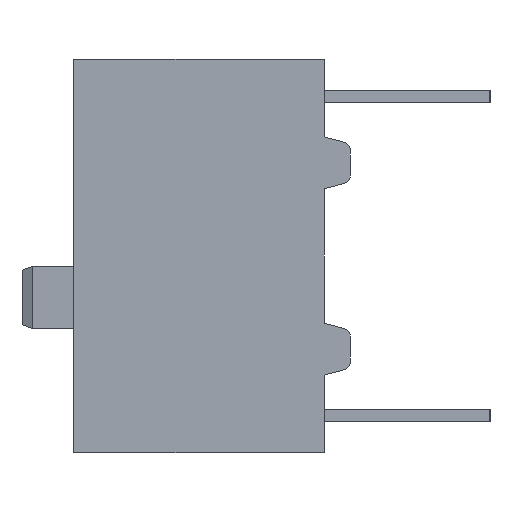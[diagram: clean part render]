
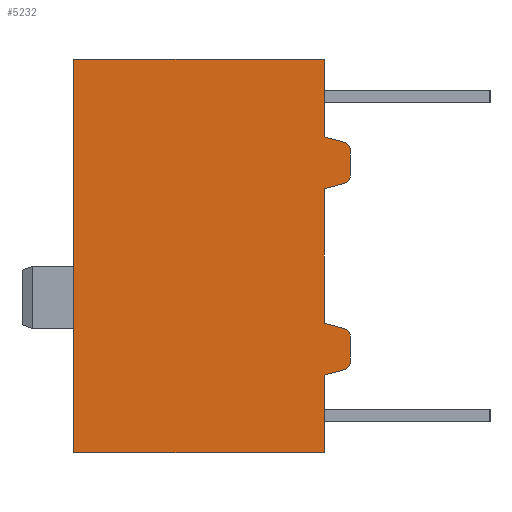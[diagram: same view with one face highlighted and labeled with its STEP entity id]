
A CAD part, left-side view. The second image highlights one B-rep face of the part: STEP entity #5232.
In plain terms, the highlighted planar face has unit normal (-1, 0, 0).
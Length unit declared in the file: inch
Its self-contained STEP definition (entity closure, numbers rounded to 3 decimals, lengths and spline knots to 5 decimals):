
#4021=DIRECTION('',(0.,0.966,0.259));
#4022=VECTOR('',#4021,0.02013);
#4023=CARTESIAN_POINT('',(-0.54,-0.13244,0.10979));
#4024=LINE('',#4023,#4022);
#4025=CARTESIAN_POINT('',(-0.54,-0.1305,0.10255));
#4026=DIRECTION('',(-1.,0.,0.));
#4027=DIRECTION('',(0.,-1.,0.));
#4028=AXIS2_PLACEMENT_3D('',#4025,#4026,#4027);
#4030=DIRECTION('',(0.,0.,1.));
#4031=VECTOR('',#4030,0.02509);
#4032=CARTESIAN_POINT('',(-0.54,-0.138,0.07745));
#4033=LINE('',#4032,#4031);
#4034=CARTESIAN_POINT('',(-0.54,-0.1305,0.07745));
#4035=DIRECTION('',(-1.,0.,0.));
#4036=DIRECTION('',(0.,-0.259,-0.966));
#4037=AXIS2_PLACEMENT_3D('',#4034,#4035,#4036);
#4039=DIRECTION('',(0.,-0.966,0.259));
#4040=VECTOR('',#4039,0.02013);
#4041=CARTESIAN_POINT('',(-0.54,-0.113,0.065));
#4042=LINE('',#4041,#4040);
#4043=DIRECTION('',(0.,0.966,0.259));
#4044=VECTOR('',#4043,0.02013);
#4045=CARTESIAN_POINT('',(-0.54,-0.13244,-0.07021));
#4046=LINE('',#4045,#4044);
#4047=CARTESIAN_POINT('',(-0.54,-0.1305,-0.07745));
#4048=DIRECTION('',(-1.,0.,0.));
#4049=DIRECTION('',(0.,-1.,0.));
#4050=AXIS2_PLACEMENT_3D('',#4047,#4048,#4049);
#4052=DIRECTION('',(0.,0.,1.));
#4053=VECTOR('',#4052,0.02509);
#4054=CARTESIAN_POINT('',(-0.54,-0.138,-0.10255));
#4055=LINE('',#4054,#4053);
#4056=CARTESIAN_POINT('',(-0.54,-0.1305,-0.10255));
#4057=DIRECTION('',(-1.,0.,0.));
#4058=DIRECTION('',(0.,-0.259,-0.966));
#4059=AXIS2_PLACEMENT_3D('',#4056,#4057,#4058);
#4061=DIRECTION('',(0.,-0.966,0.259));
#4062=VECTOR('',#4061,0.02013);
#4063=CARTESIAN_POINT('',(-0.54,-0.113,-0.115));
#4064=LINE('',#4063,#4062);
#4065=DIRECTION('',(0.,1.,0.));
#4066=VECTOR('',#4065,0.242);
#4067=CARTESIAN_POINT('',(-0.54,-0.113,-0.19));
#4068=LINE('',#4067,#4066);
#4069=DIRECTION('',(0.,0.,1.));
#4070=VECTOR('',#4069,0.38);
#4071=CARTESIAN_POINT('',(-0.54,0.129,-0.19));
#4072=LINE('',#4071,#4070);
#4073=DIRECTION('',(0.,-1.,0.));
#4074=VECTOR('',#4073,0.242);
#4075=CARTESIAN_POINT('',(-0.54,0.129,0.19));
#4076=LINE('',#4075,#4074);
#4081=DIRECTION('',(0.,0.,1.));
#4082=VECTOR('',#4081,0.13);
#4083=CARTESIAN_POINT('',(-0.54,-0.113,-0.065));
#4084=LINE('',#4083,#4082);
#4101=DIRECTION('',(0.,0.,1.));
#4102=VECTOR('',#4101,0.075);
#4103=CARTESIAN_POINT('',(-0.54,-0.113,-0.19));
#4104=LINE('',#4103,#4102);
#4157=DIRECTION('',(0.,0.,1.));
#4158=VECTOR('',#4157,0.075);
#4159=CARTESIAN_POINT('',(-0.54,-0.113,0.115));
#4160=LINE('',#4159,#4158);
#4889=CARTESIAN_POINT('',(-0.54,0.129,0.19));
#4890=CARTESIAN_POINT('',(-0.54,-0.113,0.19));
#4891=VERTEX_POINT('',#4889);
#4892=VERTEX_POINT('',#4890);
#4893=CARTESIAN_POINT('',(-0.54,-0.113,-0.19));
#4894=CARTESIAN_POINT('',(-0.54,0.129,-0.19));
#4895=VERTEX_POINT('',#4893);
#4896=VERTEX_POINT('',#4894);
#5081=CARTESIAN_POINT('',(-0.54,-0.13244,-0.10979));
#5082=CARTESIAN_POINT('',(-0.54,-0.138,-0.10255));
#5083=VERTEX_POINT('',#5081);
#5084=VERTEX_POINT('',#5082);
#5085=CARTESIAN_POINT('',(-0.54,-0.138,-0.07745));
#5086=VERTEX_POINT('',#5085);
#5087=CARTESIAN_POINT('',(-0.54,-0.13244,-0.07021));
#5088=VERTEX_POINT('',#5087);
#5089=CARTESIAN_POINT('',(-0.54,-0.13244,0.07021));
#5090=CARTESIAN_POINT('',(-0.54,-0.138,0.07745));
#5091=VERTEX_POINT('',#5089);
#5092=VERTEX_POINT('',#5090);
#5093=CARTESIAN_POINT('',(-0.54,-0.138,0.10255));
#5094=VERTEX_POINT('',#5093);
#5095=CARTESIAN_POINT('',(-0.54,-0.13244,0.10979));
#5096=VERTEX_POINT('',#5095);
#5113=CARTESIAN_POINT('',(-0.54,-0.113,-0.115));
#5115=VERTEX_POINT('',#5113);
#5117=CARTESIAN_POINT('',(-0.54,-0.113,-0.065));
#5119=VERTEX_POINT('',#5117);
#5121=CARTESIAN_POINT('',(-0.54,-0.113,0.065));
#5123=VERTEX_POINT('',#5121);
#5125=CARTESIAN_POINT('',(-0.54,-0.113,0.115));
#5127=VERTEX_POINT('',#5125);
#5193=CARTESIAN_POINT('',(-0.54,0.129,0.));
#5194=DIRECTION('',(1.,0.,0.));
#5195=DIRECTION('',(0.,0.,-1.));
#5196=AXIS2_PLACEMENT_3D('',#5193,#5194,#5195);
#5197=PLANE('',#5196);
#5199=ORIENTED_EDGE('',*,*,#5198,.F.);
#5201=ORIENTED_EDGE('',*,*,#5200,.F.);
#5203=ORIENTED_EDGE('',*,*,#5202,.F.);
#5205=ORIENTED_EDGE('',*,*,#5204,.F.);
#5207=ORIENTED_EDGE('',*,*,#5206,.F.);
#5209=ORIENTED_EDGE('',*,*,#5208,.F.);
#5211=ORIENTED_EDGE('',*,*,#5210,.F.);
#5213=ORIENTED_EDGE('',*,*,#5212,.F.);
#5215=ORIENTED_EDGE('',*,*,#5214,.F.);
#5217=ORIENTED_EDGE('',*,*,#5216,.F.);
#5219=ORIENTED_EDGE('',*,*,#5218,.F.);
#5221=ORIENTED_EDGE('',*,*,#5220,.F.);
#5223=ORIENTED_EDGE('',*,*,#5222,.F.);
#5225=ORIENTED_EDGE('',*,*,#5224,.T.);
#5227=ORIENTED_EDGE('',*,*,#5226,.T.);
#5229=ORIENTED_EDGE('',*,*,#5228,.T.);
#5230=EDGE_LOOP('',(#5199,#5201,#5203,#5205,#5207,#5209,#5211,#5213,#5215,#5217,
#5219,#5221,#5223,#5225,#5227,#5229));
#5231=FACE_OUTER_BOUND('',#5230,.F.);
#5232=ADVANCED_FACE('',(#5231),#5197,.F.);
#4029=CIRCLE('',#4028,0.0075);
#4038=CIRCLE('',#4037,0.0075);
#4051=CIRCLE('',#4050,0.0075);
#4060=CIRCLE('',#4059,0.0075);
#5198=EDGE_CURVE('',#5127,#4892,#4160,.T.);
#5200=EDGE_CURVE('',#5096,#5127,#4024,.T.);
#5202=EDGE_CURVE('',#5094,#5096,#4029,.T.);
#5204=EDGE_CURVE('',#5092,#5094,#4033,.T.);
#5206=EDGE_CURVE('',#5091,#5092,#4038,.T.);
#5208=EDGE_CURVE('',#5123,#5091,#4042,.T.);
#5210=EDGE_CURVE('',#5119,#5123,#4084,.T.);
#5212=EDGE_CURVE('',#5088,#5119,#4046,.T.);
#5214=EDGE_CURVE('',#5086,#5088,#4051,.T.);
#5216=EDGE_CURVE('',#5084,#5086,#4055,.T.);
#5218=EDGE_CURVE('',#5083,#5084,#4060,.T.);
#5220=EDGE_CURVE('',#5115,#5083,#4064,.T.);
#5222=EDGE_CURVE('',#4895,#5115,#4104,.T.);
#5224=EDGE_CURVE('',#4895,#4896,#4068,.T.);
#5226=EDGE_CURVE('',#4896,#4891,#4072,.T.);
#5228=EDGE_CURVE('',#4891,#4892,#4076,.T.);
